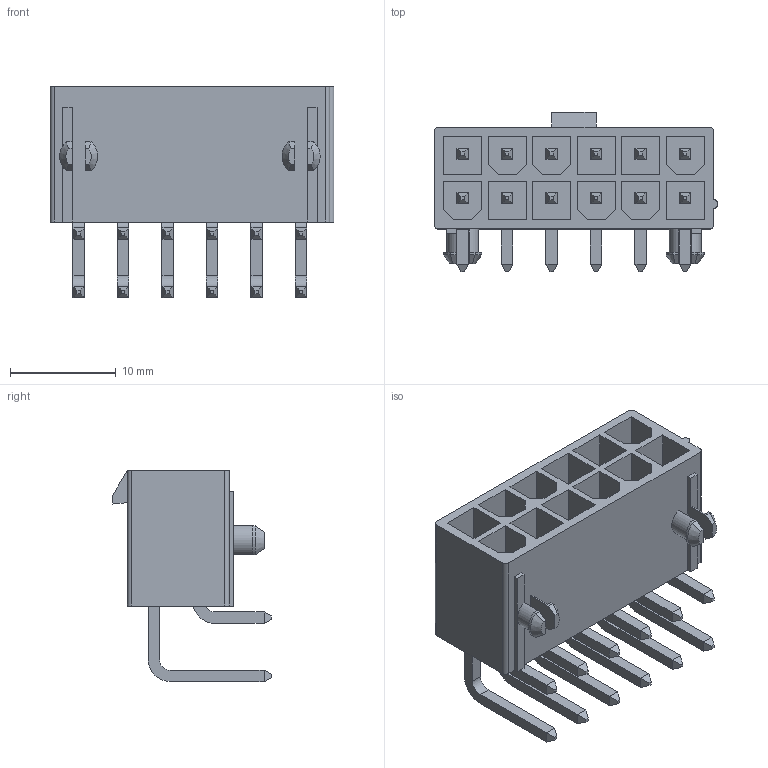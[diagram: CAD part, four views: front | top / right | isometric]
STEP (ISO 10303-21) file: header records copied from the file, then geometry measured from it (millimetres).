
FILE_DESCRIPTION((''),'2;1');
FILE_NAME('039300120','2019-12-25T',('gga'),(''),'PRO/ENGINEER BY PARAMETRIC TECHNOLOGY CORPORATION, 2016010','PRO/ENGINEER BY PARAMETRIC TECHNOLOGY CORPORATION, 2016010','');
FILE_SCHEMA(('CONFIG_CONTROL_DESIGN'));
Length unit declared in the file: millimetre
Products named in the file (1): 039300120
Bounding box: 26.8 x 15 x 19.93 mm (x, y, z)
Volume: 2150.9 mm3; surface area: 3900.7 mm2
Topology: 1 solids, 1 shells, 389 faces, 961 edges, 614 vertices
Faces by surface type: plane 348, cylinder 37, cone 4
Entity records: 11224 total; most frequent: CARTESIAN_POINT 1949, ORIENTED_EDGE 1862, DIRECTION 1841, EDGE_CURVE 931, VECTOR 845, LINE 845, VERTEX_POINT 582, AXIS2_PLACEMENT_3D 498
